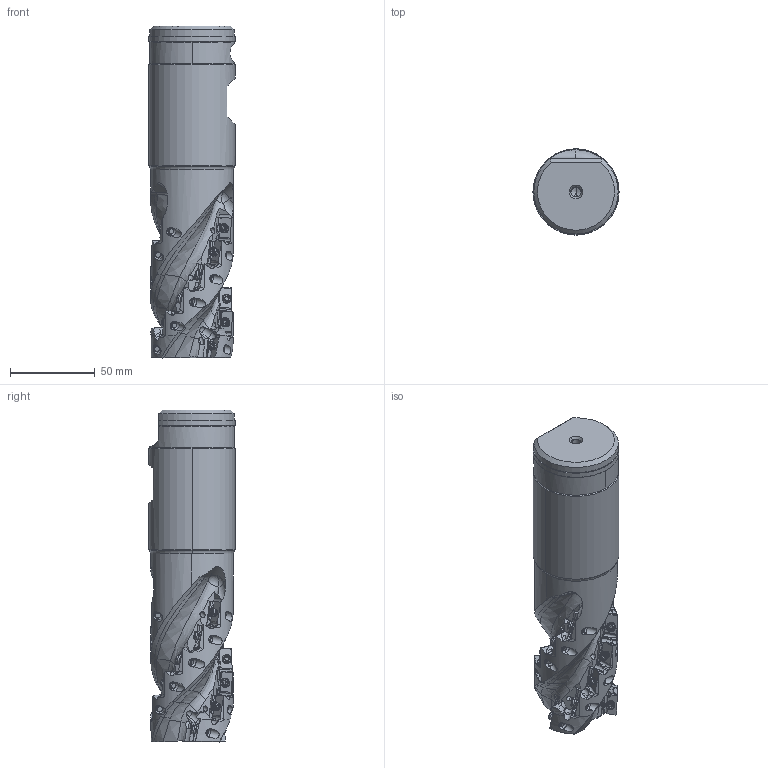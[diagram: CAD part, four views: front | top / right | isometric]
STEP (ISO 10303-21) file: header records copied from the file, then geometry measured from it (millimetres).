
FILE_DESCRIPTION(/* description */ (''),/* implementation_level */ '2;1');
FILE_NAME(/* name */ 'APX4KUR3218WA32M53A.stp',/* time_stamp */ '2021-09-08T11:42:51+09:00',/* author */ (''),/* organization */ (''),/* preprocessor_version */ 'ST-DEVELOPER v16',/* originating_system */ 'SIEMENS PLM Software NX 10.0',/* authorisation */ '');
FILE_SCHEMA (('AUTOMOTIVE_DESIGN { 1 0 10303 214 3 1 1 1 }'));
Products named in the file (1): APX4KUR3218WA32M53A_ASM_7_ASM_1_ASM
Bounding box: 50.8 x 50.8 x 195.85 mm (x, y, z)
Volume: 305002.3 mm3; surface area: 46523.3 mm2
Topology: 19 solids, 19 shells, 1441 faces, 4435 edges, 3078 vertices
Faces by surface type: cylinder 632, plane 509, cone 168, bspline 60, torus 39, sphere 33
Entity records: 71018 total; most frequent: CARTESIAN_POINT 30771, ORIENTED_EDGE 8802, DIRECTION 8103, EDGE_CURVE 4401, AXIS2_PLACEMENT_3D 3284, VERTEX_POINT 2999, CIRCLE 1536, LINE 1535
